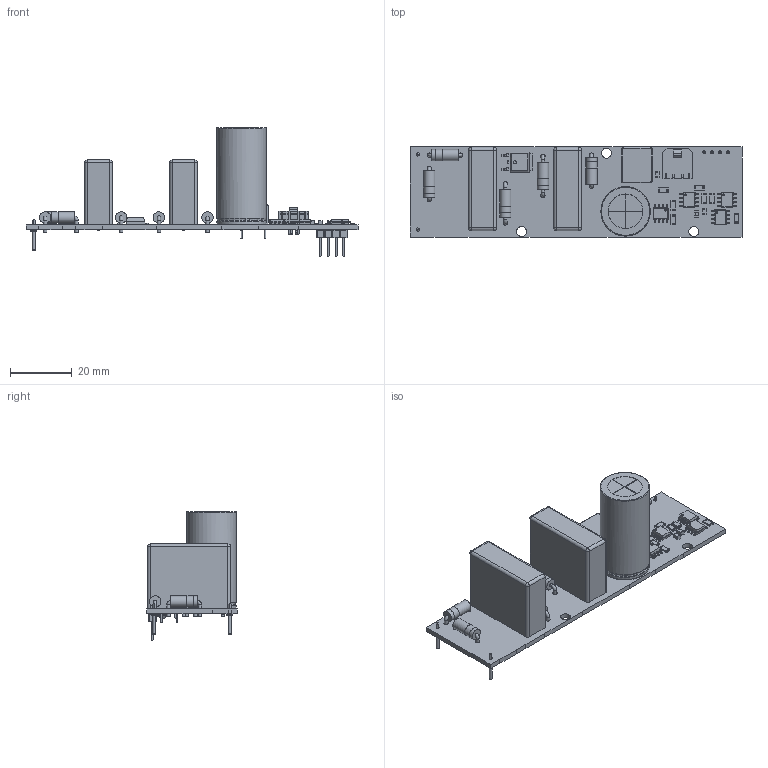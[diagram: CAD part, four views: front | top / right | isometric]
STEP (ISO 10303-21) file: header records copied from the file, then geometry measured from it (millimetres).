
FILE_DESCRIPTION(('KiCad electronic assembly'),'2;1');
FILE_NAME('AIL_TSAL.step','2020-07-16T16:27:07',('An Author'),( 'A Company'),'Open CASCADE STEP processor 6.9', 'KiCad to STEP converter','Unknown');
FILE_SCHEMA(('AUTOMOTIVE_DESIGN { 1 0 10303 214 1 1 1 1 }'));
Length unit declared in the file: millimetre
Products named in the file (26): Open CASCADE STEP translator 6.9 1; 436500200; COMPOUND; C_Rect_L27.0mm_W9.0mm_P22.00mm; SOLID; C_Radial_D16.0mm_H31.5mm_P7.50mm; C_0805_2012Metric; D_5W_P10.16mm_Horizontal; Pin_D1.0mm_L10.0mm; SOIC-8_3.9x4.9mm_P1.27mm; D_5W_P12.70mm_Horizontal; R_1206_3216Metric; TO-252-2; Converter_DCDC_muRata_CRE1xxxxxxDC_THT; PinHeader_1x04_P2.54mm_Vertical
Assembly tree (41 placements, depth 3):
  Open CASCADE STEP translator 6.9 1
    436500200
      COMPOUND
    C_Rect_L27.0mm_W9.0mm_P22.00mm  x2
      SOLID
    C_Radial_D16.0mm_H31.5mm_P7.50mm
      SOLID
    C_0805_2012Metric  x3
      SOLID
    D_5W_P10.16mm_Horizontal  x3
      SOLID
    Pin_D1.0mm_L10.0mm  x2
      SOLID
    SOIC-8_3.9x4.9mm_P1.27mm  x4
      SOLID
    D_5W_P12.70mm_Horizontal  x2
      SOLID
    R_1206_3216Metric  x7
      SOLID
    TO-252-2
      SOLID
    Converter_DCDC_muRata_CRE1xxxxxxDC_THT
      SOLID
    PinHeader_1x04_P2.54mm_Vertical
      SOLID
    COMPOUND
Bounding box: 107.57 x 29.46 x 41.74 mm (x, y, z)
Volume: 23345.8 mm3; surface area: 15860.1 mm2
Topology: 30 solids, 31 shells, 1528 faces, 3829 edges, 2428 vertices
Faces by surface type: plane 1012, cylinder 347, bspline 132, torus 25, sphere 8, cone 2, revolution 2
Full cylindrical faces by diameter (mm): 0.5 x4, 0.6 x4, 0.7 x5, 0.8 x6, 1 x11, 1.02 x2, 1.1 x18, 1.4 x10, 2 x2, 3 x1, 3.2 x3, 3.7 x10, 3.72 x5, 11.2 x3, 16 x2
Entity records: 54053 total; most frequent: CARTESIAN_POINT 10850, DIRECTION 7407, LINE 4967, VECTOR 4967, ORIENTED_EDGE 3830, PCURVE 3830, DEFINITIONAL_REPRESENTATION 3830, EDGE_CURVE 1915
